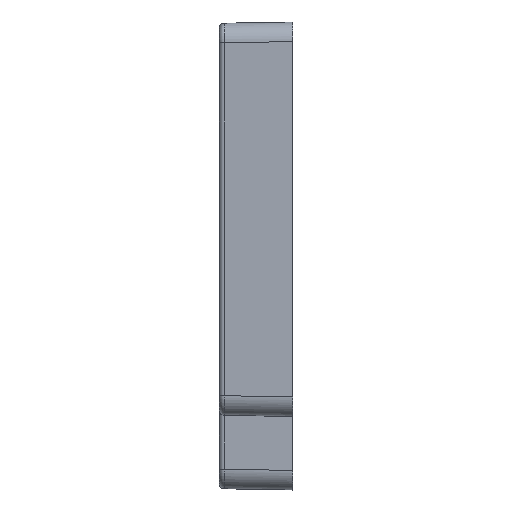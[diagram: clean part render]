
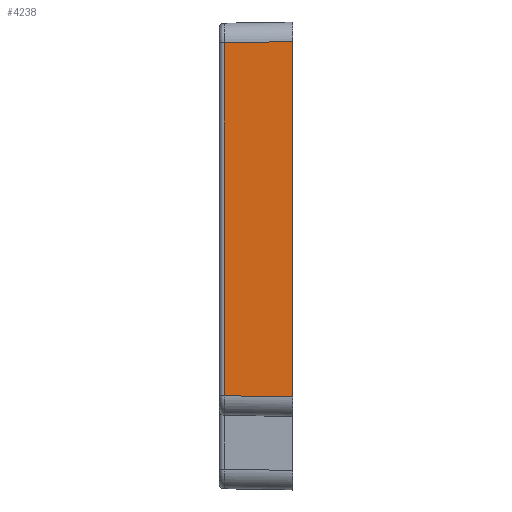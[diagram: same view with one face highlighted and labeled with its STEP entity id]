
A CAD part, left-side view. The second image highlights one B-rep face of the part: STEP entity #4238.
In plain terms, the highlighted planar face has unit normal (-1, 0.018, 0).
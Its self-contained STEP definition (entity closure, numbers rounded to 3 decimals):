
#149=CARTESIAN_POINT('',(-47.131,-3.75,-18.131));
#1155=DIRECTION('',(0.,0.,-1.));
#1156=VECTOR('',#1155,36.018);
#1157=CARTESIAN_POINT('',(-47.009,3.259,18.009));
#1158=LINE('',#1157,#1156);
#1169=DIRECTION('',(-0.017,-1.,0.017));
#1170=VECTOR('',#1169,7.011);
#1171=CARTESIAN_POINT('',(-47.009,3.259,18.009));
#1172=LINE('',#1171,#1170);
#1176=DIRECTION('',(0.,0.,-1.));
#1177=VECTOR('',#1176,36.262);
#1178=CARTESIAN_POINT('',(-47.131,-3.75,
18.131));
#1179=LINE('',#1178,#1177);
#1183=DIRECTION('',(0.017,1.,0.017));
#1184=VECTOR('',#1183,7.011);
#1185=CARTESIAN_POINT('',(-47.131,-3.75,
-18.131));
#1186=LINE('',#1185,#1184);
#1190=CARTESIAN_POINT('',(-47.009,3.259,18.009));
#3156=VERTEX_POINT('',#149);
#3157=CARTESIAN_POINT('',(-47.131,-3.75,
18.131));
#3158=VERTEX_POINT('',#3157);
#3494=VERTEX_POINT('',#1190);
#3495=CARTESIAN_POINT('',(-47.009,3.259,
-18.009));
#3496=VERTEX_POINT('',#3495);
#4226=CARTESIAN_POINT('',(-47.,3.75,-22.394));
#4227=DIRECTION('',(-1.,0.017,0.));
#4228=DIRECTION('',(0.,0.,1.));
#4229=AXIS2_PLACEMENT_3D('',#4226,#4227,#4228);
#4230=PLANE('',#4229);
#4231=ORIENTED_EDGE('',*,*,#4217,.F.);
#4233=ORIENTED_EDGE('',*,*,#4232,.T.);
#4234=ORIENTED_EDGE('',*,*,#3654,.T.);
#4235=ORIENTED_EDGE('',*,*,#4192,.T.);
#4236=EDGE_LOOP('',(#4231,#4233,#4234,#4235));
#4237=FACE_OUTER_BOUND('',#4236,.F.);
#4238=ADVANCED_FACE('',(#4237),#4230,.T.);
#3654=EDGE_CURVE('',#3158,#3156,#1179,.T.);
#4192=EDGE_CURVE('',#3156,#3496,#1186,.T.);
#4217=EDGE_CURVE('',#3494,#3496,#1158,.T.);
#4232=EDGE_CURVE('',#3494,#3158,#1172,.T.);
